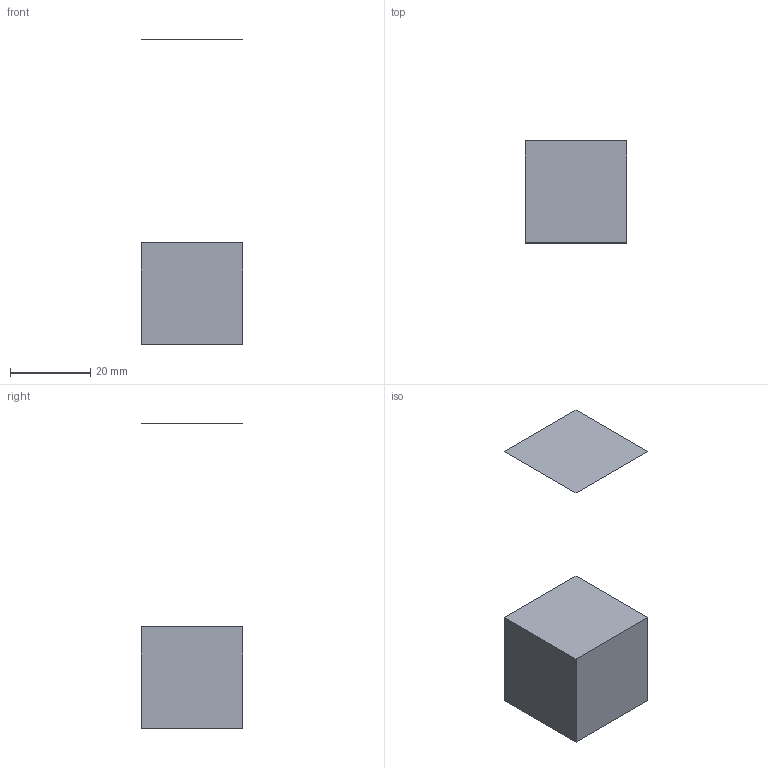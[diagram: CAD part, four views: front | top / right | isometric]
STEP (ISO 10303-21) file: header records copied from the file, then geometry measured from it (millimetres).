
FILE_DESCRIPTION(/* description */ (' '),/* implementation_level */ '2;1');
FILE_NAME(/* name */ 'c1-ug-214',/* time_stamp */ '2001-01-24T15:27:59-06:00',/* author */ (' '),/* organization */ (' '),/* preprocessor_version */ 'ST-DEVELOPER v8',/* originating_system */ 'UNIGRAPHICS SOLUTIONS - UNIGRAPHICS 18.0',/* authorisation */ ' ');
FILE_SCHEMA (('AUTOMOTIVE_DESIGN { 1 2 10303 214 0 1 1 1 }'));
Length unit declared in the file: inch
Products named in the file (1): c1-ug-214
Bounding box: 25.4 x 25.4 x 76.2 mm (x, y, z)
Volume: 16387.1 mm3; surface area: 4516.1 mm2
Topology: 1 solids, 2 shells, 7 faces, 17 edges, 14 vertices
Faces by surface type: plane 7
Entity records: 251 total; most frequent: CARTESIAN_POINT 37, DIRECTION 33, ORIENTED_EDGE 28, LINE 17, VECTOR 17, EDGE_CURVE 16, VERTEX_POINT 12, AXIS2_PLACEMENT_3D 8
